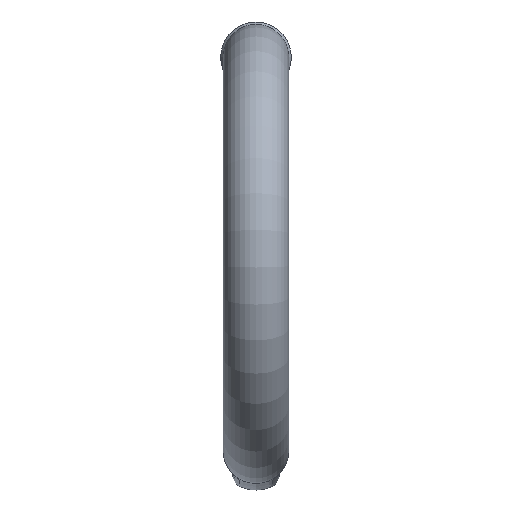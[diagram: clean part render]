
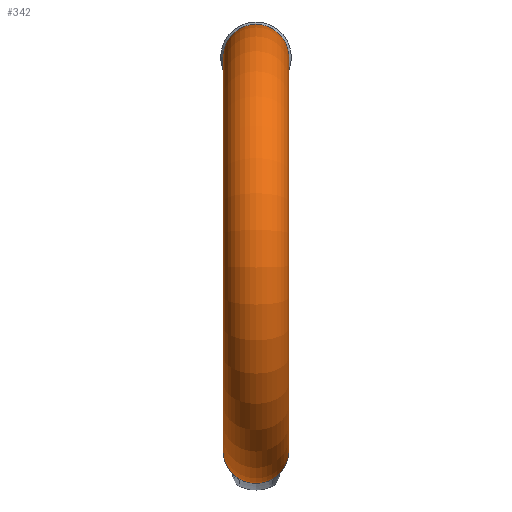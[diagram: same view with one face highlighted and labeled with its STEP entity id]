
A CAD part, top view. The second image highlights one B-rep face of the part: STEP entity #342.
In plain terms, the highlighted toroidal (fillet/blend) face has major radius 42 mm and minor radius 7 mm.
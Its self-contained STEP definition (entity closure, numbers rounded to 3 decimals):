
#82=TOROIDAL_SURFACE('',#3302,42.,7.);
#307=CIRCLE('',#3287,7.);
#309=CIRCLE('',#3295,7.);
#342=ADVANCED_FACE('',(#644,#645),#82,.T.);
#644=FACE_BOUND('',#687,.T.);
#645=FACE_BOUND('',#688,.T.);
#687=EDGE_LOOP('',(#1317));
#688=EDGE_LOOP('',(#1318));
#1317=ORIENTED_EDGE('',*,*,#2534,.T.);
#1318=ORIENTED_EDGE('',*,*,#2500,.F.);
#2192=VERTEX_POINT('',#4657);
#2219=VERTEX_POINT('',#5564);
#2500=EDGE_CURVE('',#2192,#2192,#307,.T.);
#2534=EDGE_CURVE('',#2219,#2219,#309,.T.);
#3287=AXIS2_PLACEMENT_3D('',#4656,#3522,#3523);
#3295=AXIS2_PLACEMENT_3D('',#5563,#3538,#3539);
#3302=AXIS2_PLACEMENT_3D('',#5574,#3552,#3553);
#3522=DIRECTION('',(0.,0.,-1.));
#3523=DIRECTION('',(0.,1.,0.));
#3538=DIRECTION('',(0.,0.,1.));
#3539=DIRECTION('',(0.,1.,0.));
#3552=DIRECTION('',(1.,0.,0.));
#3553=DIRECTION('',(0.,0.,-1.));
#4656=CARTESIAN_POINT('',(0.,-42.,25.));
#4657=CARTESIAN_POINT('',(0.,-35.,25.));
#5563=CARTESIAN_POINT('',(0.,42.,25.));
#5564=CARTESIAN_POINT('',(0.,49.,25.));
#5574=CARTESIAN_POINT('',(0.,0.,25.));
